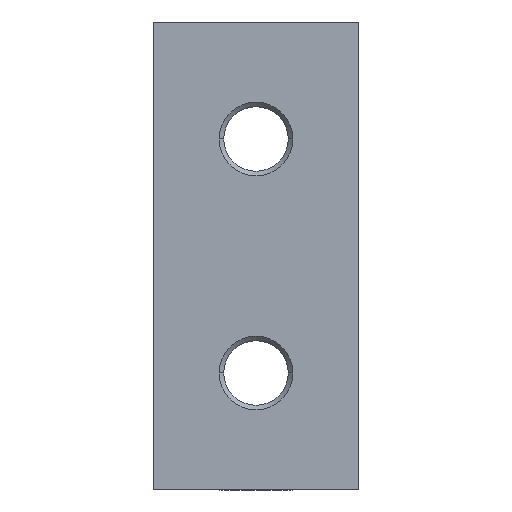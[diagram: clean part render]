
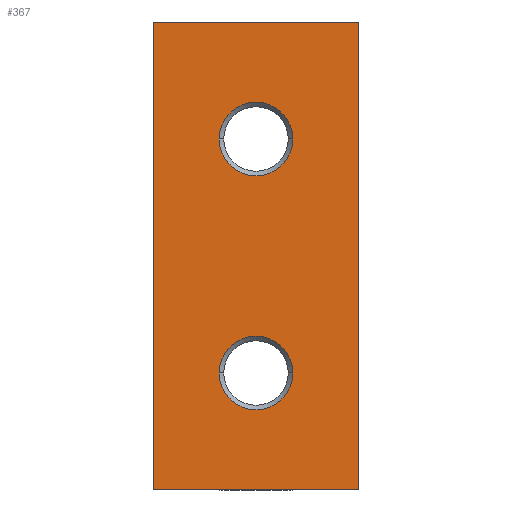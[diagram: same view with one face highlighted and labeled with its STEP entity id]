
A CAD part, front view. The second image highlights one B-rep face of the part: STEP entity #367.
In plain terms, the highlighted planar face has unit normal (0, -1, 0).
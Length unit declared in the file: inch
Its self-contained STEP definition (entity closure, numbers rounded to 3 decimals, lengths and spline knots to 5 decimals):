
#8 = EDGE_CURVE ( 'NONE', #212, #181, #403, .T. ) ;
#22 = DIRECTION ( 'NONE',  ( 1., 0., 0. ) ) ;
#33 = VERTEX_POINT ( 'NONE', #1118 ) ;
#43 = VERTEX_POINT ( 'NONE', #933 ) ;
#74 = EDGE_CURVE ( 'NONE', #769, #777, #450, .T. ) ;
#81 = EDGE_CURVE ( 'NONE', #777, #769, #567, .T. ) ;
#83 = LINE ( 'NONE', #426, #734 ) ;
#97 = EDGE_CURVE ( 'NONE', #43, #165, #840, .T. ) ;
#109 = AXIS2_PLACEMENT_3D ( 'NONE', #670, #1111, #1029 ) ;
#112 = VECTOR ( 'NONE', #346, 39.37008 ) ;
#114 = VERTEX_POINT ( 'NONE', #606 ) ;
#148 = DIRECTION ( 'NONE',  ( 0., -1., 0. ) ) ;
#160 = AXIS2_PLACEMENT_3D ( 'NONE', #911, #896, #883 ) ;
#165 = VERTEX_POINT ( 'NONE', #970 ) ;
#181 = VERTEX_POINT ( 'NONE', #762 ) ;
#186 = FACE_BOUND ( 'NONE', #351, .T. ) ;
#212 = VERTEX_POINT ( 'NONE', #857 ) ;
#226 = EDGE_CURVE ( 'NONE', #181, #33, #782, .T. ) ;
#251 = LINE ( 'NONE', #775, #693 ) ;
#277 = FACE_BOUND ( 'NONE', #305, .T. ) ;
#288 = VECTOR ( 'NONE', #664, 39.37008 ) ;
#289 = PLANE ( 'NONE',  #160 ) ;
#305 = EDGE_LOOP ( 'NONE', ( #867, #799 ) ) ;
#325 = CARTESIAN_POINT ( 'NONE',  ( 0.44, -1., -0.5 ) ) ;
#328 = EDGE_CURVE ( 'NONE', #165, #43, #619, .T. ) ;
#334 = CARTESIAN_POINT ( 'NONE',  ( 0.59748, -1., 0.5 ) ) ;
#336 = DIRECTION ( 'NONE',  ( 0., -1., 0. ) ) ;
#339 = AXIS2_PLACEMENT_3D ( 'NONE', #583, #148, #924 ) ;
#341 = CARTESIAN_POINT ( 'NONE',  ( 0.28252, -1., 0.5 ) ) ;
#346 = DIRECTION ( 'NONE',  ( 0., 0., 1. ) ) ;
#351 = EDGE_LOOP ( 'NONE', ( #743, #843 ) ) ;
#367 = ADVANCED_FACE ( 'NONE', ( #530, #186, #277 ), #289, .F. ) ;
#403 = LINE ( 'NONE', #486, #288 ) ;
#408 = ORIENTED_EDGE ( 'NONE', *, *, #226, .F. ) ;
#426 = CARTESIAN_POINT ( 'NONE',  ( 0.88, -1., 1. ) ) ;
#450 = CIRCLE ( 'NONE', #109, 0.15748 ) ;
#486 = CARTESIAN_POINT ( 'NONE',  ( 0.88, -1., -1. ) ) ;
#501 = DIRECTION ( 'NONE',  ( 0., 0., -1. ) ) ;
#530 = FACE_OUTER_BOUND ( 'NONE', #972, .T. ) ;
#567 = CIRCLE ( 'NONE', #339, 0.15748 ) ;
#583 = CARTESIAN_POINT ( 'NONE',  ( 0.44, -1., 0.5 ) ) ;
#606 = CARTESIAN_POINT ( 'NONE',  ( 0.88, -1., 1. ) ) ;
#619 = CIRCLE ( 'NONE', #1047, 0.15748 ) ;
#651 = EDGE_CURVE ( 'NONE', #114, #212, #251, .T. ) ;
#664 = DIRECTION ( 'NONE',  ( -1., 0., 0. ) ) ;
#670 = CARTESIAN_POINT ( 'NONE',  ( 0.44, -1., 0.5 ) ) ;
#671 = EDGE_CURVE ( 'NONE', #33, #114, #83, .T. ) ;
#693 = VECTOR ( 'NONE', #501, 39.37008 ) ;
#734 = VECTOR ( 'NONE', #767, 39.37008 ) ;
#743 = ORIENTED_EDGE ( 'NONE', *, *, #81, .F. ) ;
#762 = CARTESIAN_POINT ( 'NONE',  ( 0., -1., -1. ) ) ;
#767 = DIRECTION ( 'NONE',  ( 1., 0., 0. ) ) ;
#769 = VERTEX_POINT ( 'NONE', #341 ) ;
#775 = CARTESIAN_POINT ( 'NONE',  ( 0.88, -1., 1. ) ) ;
#777 = VERTEX_POINT ( 'NONE', #334 ) ;
#782 = LINE ( 'NONE', #1142, #112 ) ;
#791 = ORIENTED_EDGE ( 'NONE', *, *, #8, .F. ) ;
#799 = ORIENTED_EDGE ( 'NONE', *, *, #328, .F. ) ;
#803 = DIRECTION ( 'NONE',  ( 0., -1., 0. ) ) ;
#813 = CARTESIAN_POINT ( 'NONE',  ( 0.44, -1., -0.5 ) ) ;
#840 = CIRCLE ( 'NONE', #1017, 0.15748 ) ;
#843 = ORIENTED_EDGE ( 'NONE', *, *, #74, .F. ) ;
#857 = CARTESIAN_POINT ( 'NONE',  ( 0.88, -1., -1. ) ) ;
#865 = DIRECTION ( 'NONE',  ( 1., 0., 0. ) ) ;
#867 = ORIENTED_EDGE ( 'NONE', *, *, #97, .F. ) ;
#883 = DIRECTION ( 'NONE',  ( 0., 0., 1. ) ) ;
#896 = DIRECTION ( 'NONE',  ( 0., 1., 0. ) ) ;
#911 = CARTESIAN_POINT ( 'NONE',  ( 0.88, -1., 1. ) ) ;
#917 = ORIENTED_EDGE ( 'NONE', *, *, #671, .F. ) ;
#924 = DIRECTION ( 'NONE',  ( 1., 0., 0. ) ) ;
#929 = ORIENTED_EDGE ( 'NONE', *, *, #651, .F. ) ;
#933 = CARTESIAN_POINT ( 'NONE',  ( 0.59748, -1., -0.5 ) ) ;
#970 = CARTESIAN_POINT ( 'NONE',  ( 0.28252, -1., -0.5 ) ) ;
#972 = EDGE_LOOP ( 'NONE', ( #791, #929, #917, #408 ) ) ;
#1017 = AXIS2_PLACEMENT_3D ( 'NONE', #325, #336, #865 ) ;
#1029 = DIRECTION ( 'NONE',  ( 1., 0., 0. ) ) ;
#1047 = AXIS2_PLACEMENT_3D ( 'NONE', #813, #803, #22 ) ;
#1111 = DIRECTION ( 'NONE',  ( 0., -1., 0. ) ) ;
#1118 = CARTESIAN_POINT ( 'NONE',  ( 0., -1., 1. ) ) ;
#1142 = CARTESIAN_POINT ( 'NONE',  ( 0., -1., 1. ) ) ;
